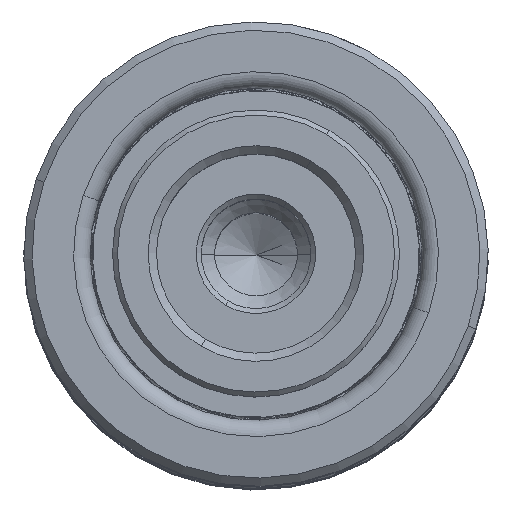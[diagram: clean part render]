
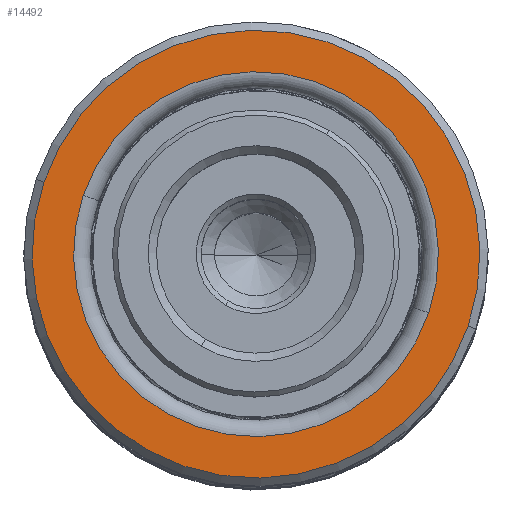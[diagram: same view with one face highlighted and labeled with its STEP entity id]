
A CAD part, top view. The second image highlights one B-rep face of the part: STEP entity #14492.
In plain terms, the highlighted face is planar.
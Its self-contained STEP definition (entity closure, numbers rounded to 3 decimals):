
#4 = VERTEX_POINT ( 'NONE', #14576 ) ;
#413 = VERTEX_POINT ( 'NONE', #25124 ) ;
#1096 = DIRECTION ( 'NONE',  ( 0., 0., 1. ) ) ;
#1842 = DIRECTION ( 'NONE',  ( 1., 0., 0. ) ) ;
#2017 = CIRCLE ( 'NONE', #20528, 11. ) ;
#2685 = AXIS2_PLACEMENT_3D ( 'NONE', #25568, #20431, #28123 ) ;
#3575 = AXIS2_PLACEMENT_3D ( 'NONE', #16399, #1096, #18996 ) ;
#4127 = FACE_BOUND ( 'NONE', #11735, .T. ) ;
#6016 = EDGE_LOOP ( 'NONE', ( #15060, #24388 ) ) ;
#6892 = CIRCLE ( 'NONE', #14842, 13.5 ) ;
#9677 = DIRECTION ( 'NONE',  ( 0., 0., -1. ) ) ;
#10872 = CARTESIAN_POINT ( 'NONE',  ( -11., 0., 0. ) ) ;
#11247 = CARTESIAN_POINT ( 'NONE',  ( 0., 0., 0. ) ) ;
#11735 = EDGE_LOOP ( 'NONE', ( #29812, #25737 ) ) ;
#13842 = DIRECTION ( 'NONE',  ( 1., 0., 0. ) ) ;
#14492 = ADVANCED_FACE ( 'NONE', ( #4127, #17696 ), #22898, .F. ) ;
#14576 = CARTESIAN_POINT ( 'NONE',  ( 13.5, 0., 0. ) ) ;
#14842 = AXIS2_PLACEMENT_3D ( 'NONE', #11247, #29156, #13842 ) ;
#15060 = ORIENTED_EDGE ( 'NONE', *, *, #22263, .T. ) ;
#16399 = CARTESIAN_POINT ( 'NONE',  ( 0., 0., 0. ) ) ;
#17153 = DIRECTION ( 'NONE',  ( 0., 0., 1. ) ) ;
#17696 = FACE_OUTER_BOUND ( 'NONE', #6016, .T. ) ;
#18996 = DIRECTION ( 'NONE',  ( 1., 0., 0. ) ) ;
#19731 = EDGE_CURVE ( 'NONE', #23944, #28391, #2017, .T. ) ;
#20431 = DIRECTION ( 'NONE',  ( 0., 0., 1. ) ) ;
#20528 = AXIS2_PLACEMENT_3D ( 'NONE', #32447, #17153, #1842 ) ;
#22263 = EDGE_CURVE ( 'NONE', #4, #413, #22784, .T. ) ;
#22784 = CIRCLE ( 'NONE', #27128, 13.5 ) ;
#22898 = PLANE ( 'NONE',  #2685 ) ;
#23066 = EDGE_CURVE ( 'NONE', #28391, #23944, #28340, .T. ) ;
#23944 = VERTEX_POINT ( 'NONE', #32954 ) ;
#24388 = ORIENTED_EDGE ( 'NONE', *, *, #32545, .T. ) ;
#25046 = CARTESIAN_POINT ( 'NONE',  ( 0., 0., 0. ) ) ;
#25124 = CARTESIAN_POINT ( 'NONE',  ( -13.5, 0., 0. ) ) ;
#25568 = CARTESIAN_POINT ( 'NONE',  ( 0., 0., 0. ) ) ;
#25737 = ORIENTED_EDGE ( 'NONE', *, *, #23066, .T. ) ;
#27128 = AXIS2_PLACEMENT_3D ( 'NONE', #25046, #9677, #27602 ) ;
#27602 = DIRECTION ( 'NONE',  ( 1., 0., 0. ) ) ;
#28123 = DIRECTION ( 'NONE',  ( 1., 0., 0. ) ) ;
#28340 = CIRCLE ( 'NONE', #3575, 11. ) ;
#28391 = VERTEX_POINT ( 'NONE', #10872 ) ;
#29156 = DIRECTION ( 'NONE',  ( 0., 0., -1. ) ) ;
#29812 = ORIENTED_EDGE ( 'NONE', *, *, #19731, .T. ) ;
#32447 = CARTESIAN_POINT ( 'NONE',  ( 0., 0., 0. ) ) ;
#32545 = EDGE_CURVE ( 'NONE', #413, #4, #6892, .T. ) ;
#32954 = CARTESIAN_POINT ( 'NONE',  ( 11., 0., 0. ) ) ;
